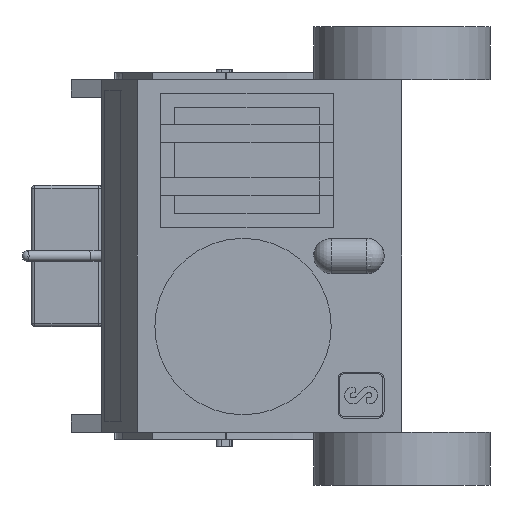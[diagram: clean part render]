
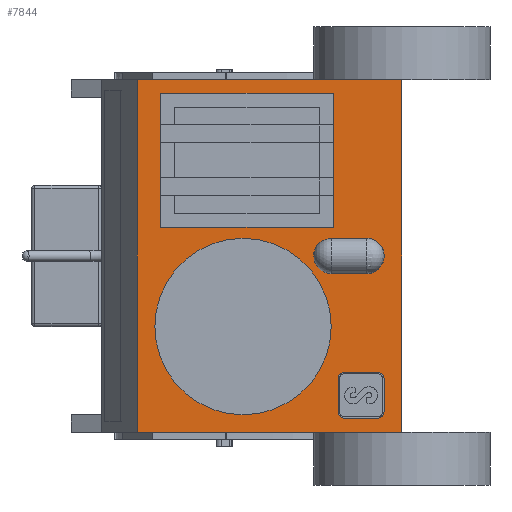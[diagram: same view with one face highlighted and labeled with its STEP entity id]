
A CAD part, left-side view. The second image highlights one B-rep face of the part: STEP entity #7844.
In plain terms, the highlighted planar face has unit normal (-1, 0, 0).
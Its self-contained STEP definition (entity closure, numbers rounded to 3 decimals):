
#114=FACE_BOUND('',#1173,.T.);
#115=FACE_BOUND('',#1174,.T.);
#375=PLANE('',#8331);
#688=FACE_OUTER_BOUND('',#1172,.T.);
#1172=EDGE_LOOP('',(#5662,#5663,#5664,#5665));
#1173=EDGE_LOOP('',(#5666,#5667,#5668,#5669));
#1174=EDGE_LOOP('',(#5670,#5671,#5672,#5673,#5674,#5675,#5676,#5677));
#1692=(
BOUNDED_CURVE()
B_SPLINE_CURVE(3,(#11727,#11728,#11729,#11730),.UNSPECIFIED.,.F.,.F.)
B_SPLINE_CURVE_WITH_KNOTS((4,4),(-1.,0.),.UNSPECIFIED.)
CURVE()
GEOMETRIC_REPRESENTATION_ITEM()
RATIONAL_B_SPLINE_CURVE((1.,1.,1.,1.))
REPRESENTATION_ITEM('')
);
#1694=(
BOUNDED_CURVE()
B_SPLINE_CURVE(3,(#11792,#11793,#11794,#11795),.UNSPECIFIED.,.F.,.F.)
B_SPLINE_CURVE_WITH_KNOTS((4,4),(-1.,0.),.UNSPECIFIED.)
CURVE()
GEOMETRIC_REPRESENTATION_ITEM()
RATIONAL_B_SPLINE_CURVE((1.,1.,1.,1.))
REPRESENTATION_ITEM('')
);
#1695=(
BOUNDED_CURVE()
B_SPLINE_CURVE(3,(#11816,#11817,#11818,#11819),.UNSPECIFIED.,.F.,.F.)
B_SPLINE_CURVE_WITH_KNOTS((4,4),(-1.,0.),.UNSPECIFIED.)
CURVE()
GEOMETRIC_REPRESENTATION_ITEM()
RATIONAL_B_SPLINE_CURVE((1.,1.,1.,1.))
REPRESENTATION_ITEM('')
);
#1697=(
BOUNDED_CURVE()
B_SPLINE_CURVE(3,(#11840,#11841,#11842,#11843),.UNSPECIFIED.,.F.,.F.)
B_SPLINE_CURVE_WITH_KNOTS((4,4),(-1.,0.),.UNSPECIFIED.)
CURVE()
GEOMETRIC_REPRESENTATION_ITEM()
RATIONAL_B_SPLINE_CURVE((1.,1.,1.,1.))
REPRESENTATION_ITEM('')
);
#1941=LINE('',#11712,#2657);
#1947=LINE('',#11743,#2663);
#1952=LINE('',#11803,#2668);
#1956=LINE('',#11828,#2672);
#1963=LINE('',#11864,#2679);
#1964=LINE('',#11866,#2680);
#1965=LINE('',#11868,#2681);
#1966=LINE('',#11869,#2682);
#1967=LINE('',#11872,#2683);
#1968=LINE('',#11874,#2684);
#1969=LINE('',#11876,#2685);
#1970=LINE('',#11877,#2686);
#2657=VECTOR('',#8910,10.);
#2663=VECTOR('',#8920,10.);
#2668=VECTOR('',#8927,10.);
#2672=VECTOR('',#8933,10.);
#2679=VECTOR('',#8952,10.);
#2680=VECTOR('',#8953,10.);
#2681=VECTOR('',#8954,10.);
#2682=VECTOR('',#8955,10.);
#2683=VECTOR('',#8956,10.);
#2684=VECTOR('',#8957,10.);
#2685=VECTOR('',#8958,10.);
#2686=VECTOR('',#8959,10.);
#3474=VERTEX_POINT('',#11710);
#3475=VERTEX_POINT('',#11711);
#3478=VERTEX_POINT('',#11726);
#3482=VERTEX_POINT('',#11742);
#3484=VERTEX_POINT('',#11791);
#3487=VERTEX_POINT('',#11802);
#3489=VERTEX_POINT('',#11815);
#3491=VERTEX_POINT('',#11827);
#3497=VERTEX_POINT('',#11862);
#3498=VERTEX_POINT('',#11863);
#3499=VERTEX_POINT('',#11865);
#3500=VERTEX_POINT('',#11867);
#3501=VERTEX_POINT('',#11870);
#3502=VERTEX_POINT('',#11871);
#3503=VERTEX_POINT('',#11873);
#3504=VERTEX_POINT('',#11875);
#4310=EDGE_CURVE('',#3474,#3475,#1941,.T.);
#4314=EDGE_CURVE('',#3478,#3474,#1692,.T.);
#4319=EDGE_CURVE('',#3482,#3478,#1947,.T.);
#4322=EDGE_CURVE('',#3484,#3482,#1694,.T.);
#4326=EDGE_CURVE('',#3487,#3484,#1952,.T.);
#4329=EDGE_CURVE('',#3489,#3487,#1695,.T.);
#4332=EDGE_CURVE('',#3491,#3489,#1956,.T.);
#4335=EDGE_CURVE('',#3475,#3491,#1697,.T.);
#4344=EDGE_CURVE('',#3497,#3498,#1963,.T.);
#4345=EDGE_CURVE('',#3499,#3498,#1964,.T.);
#4346=EDGE_CURVE('',#3500,#3499,#1965,.T.);
#4347=EDGE_CURVE('',#3500,#3497,#1966,.T.);
#4348=EDGE_CURVE('',#3501,#3502,#1967,.T.);
#4349=EDGE_CURVE('',#3502,#3503,#1968,.T.);
#4350=EDGE_CURVE('',#3503,#3504,#1969,.T.);
#4351=EDGE_CURVE('',#3504,#3501,#1970,.T.);
#5662=ORIENTED_EDGE('',*,*,#4344,.T.);
#5663=ORIENTED_EDGE('',*,*,#4345,.F.);
#5664=ORIENTED_EDGE('',*,*,#4346,.F.);
#5665=ORIENTED_EDGE('',*,*,#4347,.T.);
#5666=ORIENTED_EDGE('',*,*,#4348,.T.);
#5667=ORIENTED_EDGE('',*,*,#4349,.T.);
#5668=ORIENTED_EDGE('',*,*,#4350,.T.);
#5669=ORIENTED_EDGE('',*,*,#4351,.T.);
#5670=ORIENTED_EDGE('',*,*,#4310,.T.);
#5671=ORIENTED_EDGE('',*,*,#4335,.T.);
#5672=ORIENTED_EDGE('',*,*,#4332,.T.);
#5673=ORIENTED_EDGE('',*,*,#4329,.T.);
#5674=ORIENTED_EDGE('',*,*,#4326,.T.);
#5675=ORIENTED_EDGE('',*,*,#4322,.T.);
#5676=ORIENTED_EDGE('',*,*,#4319,.T.);
#5677=ORIENTED_EDGE('',*,*,#4314,.T.);
#7844=ADVANCED_FACE('',(#688,#114,#115),#375,.T.);
#8331=AXIS2_PLACEMENT_3D('',#11861,#8950,#8951);
#8910=DIRECTION('',(0.,0.,1.));
#8920=DIRECTION('',(0.,1.,0.));
#8927=DIRECTION('',(0.,0.,-1.));
#8933=DIRECTION('',(0.,-1.,0.));
#8950=DIRECTION('center_axis',(-1.,0.,0.));
#8951=DIRECTION('ref_axis',(0.,0.,1.));
#8952=DIRECTION('',(0.,0.,-1.));
#8953=DIRECTION('',(0.,1.,0.));
#8954=DIRECTION('',(0.,0.,-1.));
#8955=DIRECTION('',(0.,1.,0.));
#8956=DIRECTION('',(0.,1.,0.));
#8957=DIRECTION('',(0.,0.,1.));
#8958=DIRECTION('',(0.,-1.,0.));
#8959=DIRECTION('',(0.,0.,-1.));
#11710=CARTESIAN_POINT('',(-17.664,18.,-23.247));
#11711=CARTESIAN_POINT('',(-17.664,18.,-13.795));
#11712=CARTESIAN_POINT('',(-17.664,18.,-26.143));
#11726=CARTESIAN_POINT('',(-17.664,16.247,-25.));
#11727=CARTESIAN_POINT('Ctrl Pts',(-17.664,16.247,-25.));
#11728=CARTESIAN_POINT('Ctrl Pts',(-17.664,17.208,-25.));
#11729=CARTESIAN_POINT('Ctrl Pts',(-17.664,18.,-24.208));
#11730=CARTESIAN_POINT('Ctrl Pts',(-17.664,18.,-23.247));
#11742=CARTESIAN_POINT('',(-17.664,6.795,-25.));
#11743=CARTESIAN_POINT('',(-17.664,3.397,-25.));
#11791=CARTESIAN_POINT('',(-17.664,5.042,-23.247));
#11792=CARTESIAN_POINT('Ctrl Pts',(-17.664,5.042,-23.247));
#11793=CARTESIAN_POINT('Ctrl Pts',(-17.664,5.042,-24.208));
#11794=CARTESIAN_POINT('Ctrl Pts',(-17.664,5.835,-25.));
#11795=CARTESIAN_POINT('Ctrl Pts',(-17.664,6.795,-25.));
#11802=CARTESIAN_POINT('',(-17.664,5.042,-13.795));
#11803=CARTESIAN_POINT('',(-17.664,5.042,-21.417));
#11815=CARTESIAN_POINT('',(-17.664,6.795,-12.042));
#11816=CARTESIAN_POINT('Ctrl Pts',(-17.664,6.795,-12.042));
#11817=CARTESIAN_POINT('Ctrl Pts',(-17.664,5.835,-12.042));
#11818=CARTESIAN_POINT('Ctrl Pts',(-17.664,5.042,-12.835));
#11819=CARTESIAN_POINT('Ctrl Pts',(-17.664,5.042,-13.795));
#11827=CARTESIAN_POINT('',(-17.664,16.247,-12.042));
#11828=CARTESIAN_POINT('',(-17.664,8.124,-12.042));
#11840=CARTESIAN_POINT('Ctrl Pts',(-17.664,18.,-13.795));
#11841=CARTESIAN_POINT('Ctrl Pts',(-17.664,18.,-12.835));
#11842=CARTESIAN_POINT('Ctrl Pts',(-17.664,17.208,-12.042));
#11843=CARTESIAN_POINT('Ctrl Pts',(-17.664,16.247,-12.042));
#11861=CARTESIAN_POINT('Origin',(-17.664,0.,-29.038));
#11862=CARTESIAN_POINT('',(-17.664,75.,70.962));
#11863=CARTESIAN_POINT('',(-17.664,75.,-29.038));
#11864=CARTESIAN_POINT('',(-17.664,75.,20.962));
#11865=CARTESIAN_POINT('',(-17.664,0.,-29.038));
#11866=CARTESIAN_POINT('',(-17.664,0.,-29.038));
#11867=CARTESIAN_POINT('',(-17.664,0.,70.962));
#11868=CARTESIAN_POINT('',(-17.664,0.,70.962));
#11869=CARTESIAN_POINT('',(-17.664,0.,70.962));
#11870=CARTESIAN_POINT('',(-17.664,23.368,33.101));
#11871=CARTESIAN_POINT('',(-17.664,64.38,33.101));
#11872=CARTESIAN_POINT('',(-17.664,32.19,33.101));
#11873=CARTESIAN_POINT('',(-17.664,64.38,63.101));
#11874=CARTESIAN_POINT('',(-17.664,64.38,17.031));
#11875=CARTESIAN_POINT('',(-17.664,23.368,63.101));
#11876=CARTESIAN_POINT('',(-17.664,11.684,63.101));
#11877=CARTESIAN_POINT('',(-17.664,23.368,2.031));
